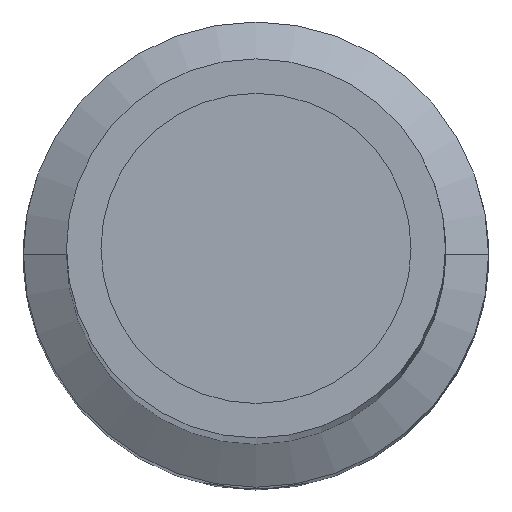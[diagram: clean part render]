
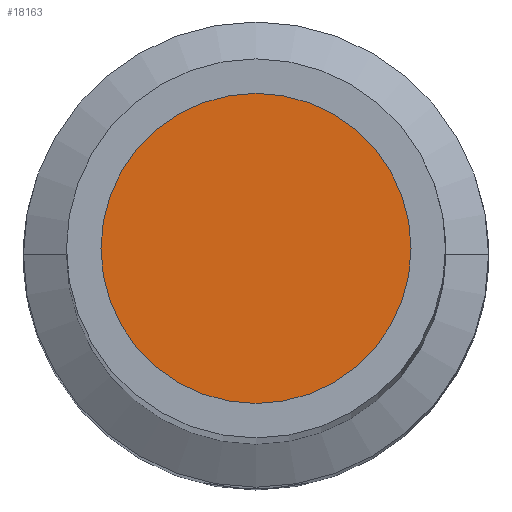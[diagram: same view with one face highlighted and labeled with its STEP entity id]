
A CAD part, top view. The second image highlights one B-rep face of the part: STEP entity #18163.
In plain terms, the highlighted planar face has unit normal (0, 0, 1).
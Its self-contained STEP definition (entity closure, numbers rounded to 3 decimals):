
#168 = DIRECTION ( 'NONE',  ( -1., 0., 0. ) ) ;
#1993 = CARTESIAN_POINT ( 'NONE',  ( 0.45, 0., 0. ) ) ;
#2971 = EDGE_LOOP ( 'NONE', ( #15682, #12921 ) ) ;
#3984 = CARTESIAN_POINT ( 'NONE',  ( 0., 0.55, 0. ) ) ;
#6508 = FACE_OUTER_BOUND ( 'NONE', #2971, .T. ) ;
#7453 = DIRECTION ( 'NONE',  ( -1., 0., 0. ) ) ;
#7929 = EDGE_CURVE ( 'NONE', #15411, #14667, #19883, .T. ) ;
#8370 = CARTESIAN_POINT ( 'NONE',  ( -0.45, 0., 0. ) ) ;
#10556 = DIRECTION ( 'NONE',  ( 0., 0., -1. ) ) ;
#10940 = CIRCLE ( 'NONE', #15915, 0.45 ) ;
#12921 = ORIENTED_EDGE ( 'NONE', *, *, #19066, .F. ) ;
#14047 = AXIS2_PLACEMENT_3D ( 'NONE', #3984, #17887, #7453 ) ;
#14667 = VERTEX_POINT ( 'NONE', #1993 ) ;
#15411 = VERTEX_POINT ( 'NONE', #8370 ) ;
#15682 = ORIENTED_EDGE ( 'NONE', *, *, #7929, .F. ) ;
#15915 = AXIS2_PLACEMENT_3D ( 'NONE', #20974, #10556, #168 ) ;
#16160 = PLANE ( 'NONE',  #14047 ) ;
#16201 = DIRECTION ( 'NONE',  ( -1., 0., 0. ) ) ;
#16788 = AXIS2_PLACEMENT_3D ( 'NONE', #17707, #20145, #16201 ) ;
#17707 = CARTESIAN_POINT ( 'NONE',  ( 0., 0., 0. ) ) ;
#17887 = DIRECTION ( 'NONE',  ( 0., 0., -1. ) ) ;
#18163 = ADVANCED_FACE ( 'NONE', ( #6508 ), #16160, .F. ) ;
#19066 = EDGE_CURVE ( 'NONE', #14667, #15411, #10940, .T. ) ;
#19883 = CIRCLE ( 'NONE', #16788, 0.45 ) ;
#20145 = DIRECTION ( 'NONE',  ( 0., 0., -1. ) ) ;
#20974 = CARTESIAN_POINT ( 'NONE',  ( 0., 0., 0. ) ) ;
